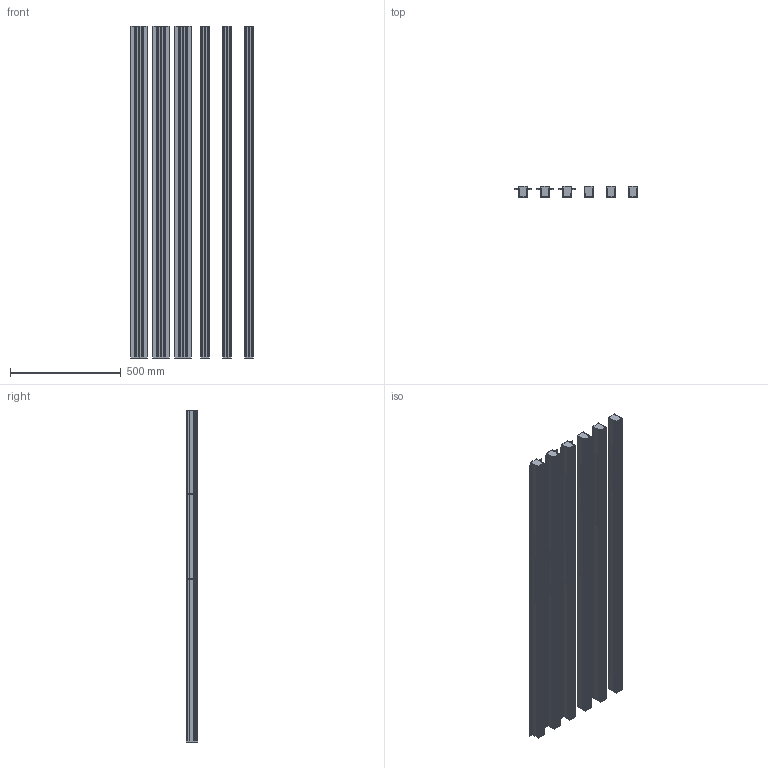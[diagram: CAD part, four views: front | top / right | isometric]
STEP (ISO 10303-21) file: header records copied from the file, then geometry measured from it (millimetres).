
FILE_DESCRIPTION (( 'STEP AP214' ), '1' );
FILE_NAME ('砚弪桦桕 ONELINE LF .STEP', '2020-05-29T12:51:04', ( '' ), ( '' ), 'SwSTEP 2.0', 'SolidWorks 2018', '' );
FILE_SCHEMA (( 'AUTOMOTIVE_DESIGN' ));
Length unit declared in the file: millimetre
Products named in the file (16): Çåðêàëüíî îòðàçèòüM_14; OneLine LF profile_PUBLIC 608; _countersunk flat head cross recess screw_iso_ISO 7046-1 - M2 x 8 - Z - 8N; OneLine LF profile_PUBLIC 232; OneLine LF Assembly_PUBLIC 232; Busbar HOKASU OneLine _PUBLIC; OneLine LF Assembly_PUBLIC 382; _F5_PUBLIC; M_15_PUBLIC 382; OneLine LF Assembly_PUBLIC 608; M_14; OneLine LF profile_PUBLIC 382; M_15_PUBLIC 232; Busbar HOKASU OneLine IN_PUBLIC; 砚弪桦桕 ONELINE LF ; M_15_PUBLIC 608
Assembly tree (54 placements, depth 3):
  砚弪桦桕 ONELINE LF 
    OneLine LF Assembly_PUBLIC 608  x2
      OneLine LF profile_PUBLIC 608
      _countersunk flat head cross recess screw_iso_ISO 7046-1 - M2 x 8 - Z - 8N
      M_14
      Çåðêàëüíî îòðàçèòüM_14
      M_15_PUBLIC 608
    Busbar HOKASU OneLine IN_PUBLIC  x3
    Busbar HOKASU OneLine _PUBLIC  x3
    _countersunk flat head cross recess screw_iso_ISO 7046-1 - M2 x 8 - Z - 8N  x12
    _F5_PUBLIC  x6
    OneLine LF Assembly_PUBLIC 232  x2
      OneLine LF profile_PUBLIC 232
      _countersunk flat head cross recess screw_iso_ISO 7046-1 - M2 x 8 - Z - 8N
      M_14
      Çåðêàëüíî îòðàçèòüM_14
      M_15_PUBLIC 232
    OneLine LF Assembly_PUBLIC 382  x2
      OneLine LF profile_PUBLIC 382
      _countersunk flat head cross recess screw_iso_ISO 7046-1 - M2 x 8 - Z - 8N
      M_14
      Çåðêàëüíî îòðàçèòüM_14
      M_15_PUBLIC 382
Bounding box: 554.55 x 51.61 x 1501.5 mm (x, y, z)
Volume: 3183698.8 mm3; surface area: 4355905 mm2
Topology: 72 solids, 72 shells, 2808 faces, 7236 edges, 4572 vertices
Faces by surface type: plane 1800, cylinder 576, cone 396, torus 36
Full cylindrical faces by diameter (mm): 2 x36, 2.1 x36, 3.8 x36
Entity records: 20062 total; most frequent: CARTESIAN_POINT 3463, DIRECTION 3354, ORIENTED_EDGE 3326, EDGE_CURVE 1663, LINE 1254, VECTOR 1254, VERTEX_POINT 1111, AXIS2_PLACEMENT_3D 1050
